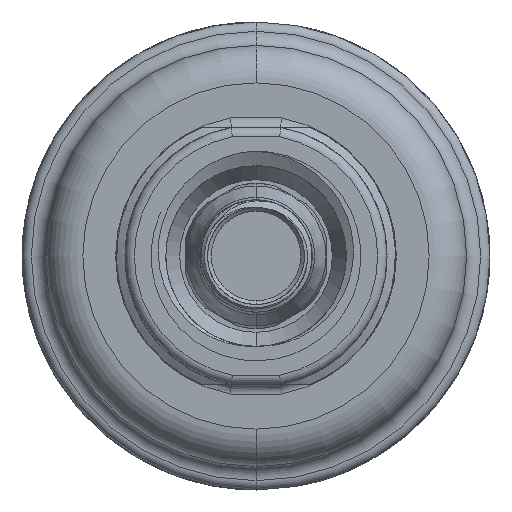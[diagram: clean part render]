
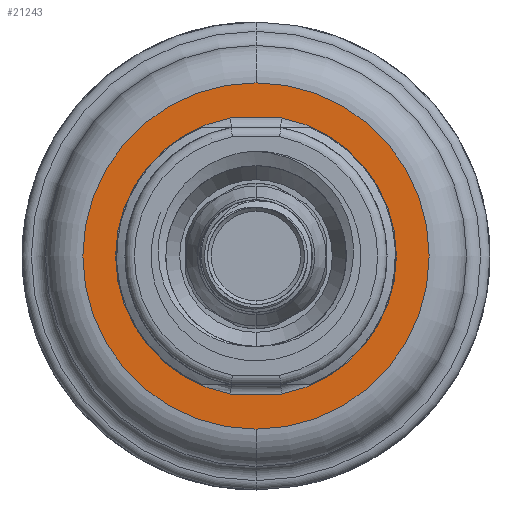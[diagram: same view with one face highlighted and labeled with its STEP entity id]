
A CAD part, front view. The second image highlights one B-rep face of the part: STEP entity #21243.
In plain terms, the highlighted planar face has unit normal (0, -1, 0).
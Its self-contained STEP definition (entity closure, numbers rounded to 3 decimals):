
#6212=CARTESIAN_POINT('',(0.,-283.4,0.));
#6213=DIRECTION('',(0.,-1.,0.));
#6214=DIRECTION('',(0.,0.,-1.));
#6215=AXIS2_PLACEMENT_3D('',#6212,#6213,#6214);
#6217=CARTESIAN_POINT('',(0.,-283.4,0.));
#6218=DIRECTION('',(0.,-1.,0.));
#6219=DIRECTION('',(0.,0.,1.));
#6220=AXIS2_PLACEMENT_3D('',#6217,#6218,#6219);
#6222=CARTESIAN_POINT('',(0.,-283.4,0.));
#6223=DIRECTION('',(0.,-1.,0.));
#6224=DIRECTION('',(-0.182,0.,0.983));
#6225=AXIS2_PLACEMENT_3D('',#6222,#6223,#6224);
#6227=DIRECTION('',(1.,0.,0.));
#6228=VECTOR('',#6227,5.454);
#6229=CARTESIAN_POINT('',(-2.727,-283.4,-14.75));
#6230=LINE('',#6229,#6228);
#6231=CARTESIAN_POINT('',(0.,-283.4,0.));
#6232=DIRECTION('',(0.,-1.,0.));
#6233=DIRECTION('',(0.182,0.,-0.983));
#6234=AXIS2_PLACEMENT_3D('',#6231,#6232,#6233);
#6236=DIRECTION('',(-1.,0.,0.));
#6237=VECTOR('',#6236,5.454);
#6238=CARTESIAN_POINT('',(2.727,-283.4,14.75));
#6239=LINE('',#6238,#6237);
#13168=CARTESIAN_POINT('',(-2.727,-283.4,14.75));
#13169=CARTESIAN_POINT('',(-2.727,-283.4,-14.75));
#13170=VERTEX_POINT('',#13168);
#13171=VERTEX_POINT('',#13169);
#13176=CARTESIAN_POINT('',(2.727,-283.4,-14.75));
#13177=CARTESIAN_POINT('',(2.727,-283.4,14.75));
#13178=VERTEX_POINT('',#13176);
#13179=VERTEX_POINT('',#13177);
#13428=CARTESIAN_POINT('',(0.,-283.4,-18.5));
#13429=CARTESIAN_POINT('',(0.,-283.4,18.5));
#13430=VERTEX_POINT('',#13428);
#13431=VERTEX_POINT('',#13429);
#21223=CARTESIAN_POINT('',(0.,-283.4,0.));
#21224=DIRECTION('',(0.,-1.,0.));
#21225=DIRECTION('',(0.,0.,1.));
#21226=AXIS2_PLACEMENT_3D('',#21223,#21224,#21225);
#21227=PLANE('',#21226);
#21228=ORIENTED_EDGE('',*,*,#21213,.F.);
#21230=ORIENTED_EDGE('',*,*,#21229,.F.);
#21231=EDGE_LOOP('',(#21228,#21230));
#21232=FACE_OUTER_BOUND('',#21231,.F.);
#21234=ORIENTED_EDGE('',*,*,#21233,.T.);
#21236=ORIENTED_EDGE('',*,*,#21235,.T.);
#21238=ORIENTED_EDGE('',*,*,#21237,.T.);
#21240=ORIENTED_EDGE('',*,*,#21239,.T.);
#21241=EDGE_LOOP('',(#21234,#21236,#21238,#21240));
#21242=FACE_BOUND('',#21241,.F.);
#21243=ADVANCED_FACE('',(#21232,#21242),#21227,.T.);
#6216=CIRCLE('',#6215,18.5);
#6221=CIRCLE('',#6220,18.5);
#6226=CIRCLE('',#6225,15.);
#6235=CIRCLE('',#6234,15.);
#21213=EDGE_CURVE('',#13430,#13431,#6216,.T.);
#21229=EDGE_CURVE('',#13431,#13430,#6221,.T.);
#21233=EDGE_CURVE('',#13170,#13171,#6226,.T.);
#21235=EDGE_CURVE('',#13171,#13178,#6230,.T.);
#21237=EDGE_CURVE('',#13178,#13179,#6235,.T.);
#21239=EDGE_CURVE('',#13179,#13170,#6239,.T.);
